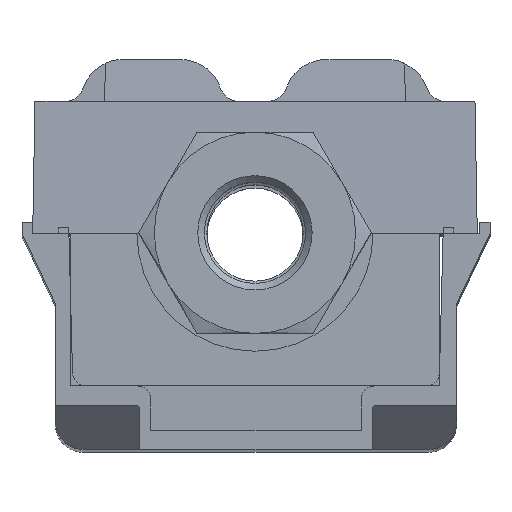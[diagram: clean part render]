
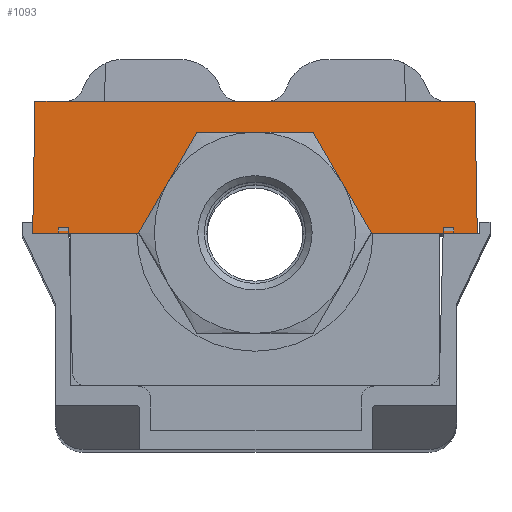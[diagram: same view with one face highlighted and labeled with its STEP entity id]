
A CAD part, top view. The second image highlights one B-rep face of the part: STEP entity #1093.
In plain terms, the highlighted planar face has unit normal (0, 0.018, 1).
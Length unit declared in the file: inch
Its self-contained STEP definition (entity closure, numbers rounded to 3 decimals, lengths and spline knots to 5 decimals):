
#1093=ADVANCED_FACE('',(#1946),#1509,.T.);
#1509=PLANE('',#10635);
#1946=FACE_OUTER_BOUND('',#2443,.T.);
#2443=EDGE_LOOP('',(#6161,#6162,#6163,#6164,#6165,#6166));
#3272=LINE('',#15500,#4234);
#3273=LINE('',#15503,#4235);
#3274=LINE('',#15505,#4236);
#3275=LINE('',#15509,#4237);
#3276=LINE('',#15511,#4238);
#4234=VECTOR('',#12595,1.);
#4235=VECTOR('',#12596,1.);
#4236=VECTOR('',#12597,1.);
#4237=VECTOR('',#12600,1.);
#4238=VECTOR('',#12601,1.);
#6161=ORIENTED_EDGE('',*,*,#9318,.F.);
#6162=ORIENTED_EDGE('',*,*,#9319,.T.);
#6163=ORIENTED_EDGE('',*,*,#9320,.T.);
#6164=ORIENTED_EDGE('',*,*,#9321,.F.);
#6165=ORIENTED_EDGE('',*,*,#9322,.T.);
#6166=ORIENTED_EDGE('',*,*,#9323,.F.);
#8092=VERTEX_POINT('',#15501);
#8093=VERTEX_POINT('',#15502);
#8094=VERTEX_POINT('',#15504);
#8095=VERTEX_POINT('',#15506);
#8096=VERTEX_POINT('',#15508);
#8097=VERTEX_POINT('',#15510);
#9318=EDGE_CURVE('',#8092,#8093,#3272,.T.);
#9319=EDGE_CURVE('',#8092,#8094,#3273,.T.);
#9320=EDGE_CURVE('',#8094,#8095,#3274,.T.);
#9321=EDGE_CURVE('',#8096,#8095,#10085,.T.);
#9322=EDGE_CURVE('',#8096,#8097,#3275,.T.);
#9323=EDGE_CURVE('',#8093,#8097,#3276,.T.);
#10085=ELLIPSE('',#10634,0.71911,0.719);
#10634=AXIS2_PLACEMENT_3D('',#15507,#12598,#12599);
#10635=AXIS2_PLACEMENT_3D('',#15512,#12602,#12603);
#12595=DIRECTION('',(1.,0.,0.));
#12596=DIRECTION('',(-0.017,-1.,0.017));
#12597=DIRECTION('',(1.,0.,0.));
#12598=DIRECTION('',(0.,0.017,1.));
#12599=DIRECTION('',(0.,1.,-0.017));
#12600=DIRECTION('',(1.,0.,0.));
#12601=DIRECTION('',(0.017,-1.,0.017));
#12602=DIRECTION('',(0.,0.017,1.));
#12603=DIRECTION('',(0.,-1.,0.017));
#15500=CARTESIAN_POINT('',(-1.97927,-1.90377,0.08778));
#15501=CARTESIAN_POINT('',(-1.97927,-1.90377,0.08778));
#15502=CARTESIAN_POINT('',(1.97927,-1.90377,0.08778));
#15503=CARTESIAN_POINT('',(-1.99939,-3.05662,0.1079));
#15504=CARTESIAN_POINT('',(-2.,-3.09151,0.10851));
#15505=CARTESIAN_POINT('',(0.,-3.09151,0.10851));
#15506=CARTESIAN_POINT('',(-0.719,-3.09151,0.10851));
#15507=CARTESIAN_POINT('',(0.,-3.09151,0.10851));
#15508=CARTESIAN_POINT('',(0.719,-3.09151,0.10851));
#15509=CARTESIAN_POINT('',(0.,-3.09151,0.10851));
#15510=CARTESIAN_POINT('',(2.,-3.09151,0.10851));
#15511=CARTESIAN_POINT('',(1.99753,-2.95021,0.10604));
#15512=CARTESIAN_POINT('',(0.,-3.09151,0.10851));
